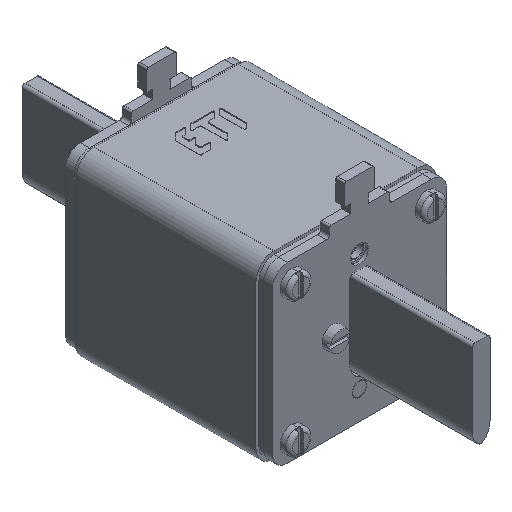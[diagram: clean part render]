
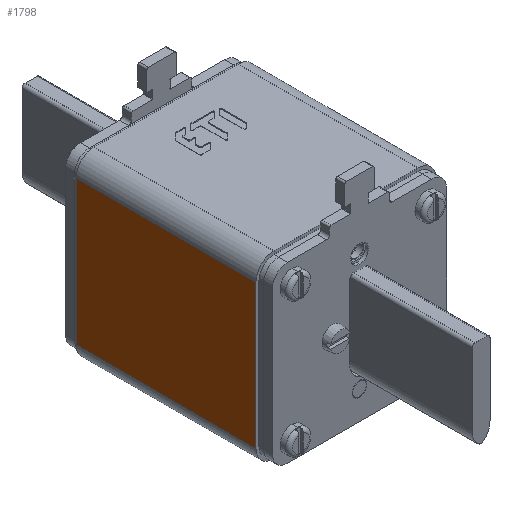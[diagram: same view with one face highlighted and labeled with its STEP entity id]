
A CAD part, isometric view. The second image highlights one B-rep face of the part: STEP entity #1798.
In plain terms, the highlighted planar face has unit normal (-1, 0, 0).
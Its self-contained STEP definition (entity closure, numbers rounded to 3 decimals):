
#208=DIRECTION('',(0.,0.,1.));
#209=VECTOR('',#208,60.);
#210=CARTESIAN_POINT('',(-30.,-24.,-30.));
#211=LINE('',#210,#209);
#222=DIRECTION('',(0.,1.,0.));
#223=VECTOR('',#222,48.);
#224=CARTESIAN_POINT('',(-30.,-24.,-30.));
#225=LINE('',#224,#223);
#236=DIRECTION('',(0.,0.,-1.));
#237=VECTOR('',#236,60.);
#238=CARTESIAN_POINT('',(-30.,24.,30.));
#239=LINE('',#238,#237);
#583=DIRECTION('',(0.,1.,0.));
#584=VECTOR('',#583,48.);
#585=CARTESIAN_POINT('',(-30.,-24.,30.));
#586=LINE('',#585,#584);
#1452=CARTESIAN_POINT('',(-30.,24.,-30.));
#1453=VERTEX_POINT('',#1452);
#1454=CARTESIAN_POINT('',(-30.,-24.,-30.));
#1455=VERTEX_POINT('',#1454);
#1472=CARTESIAN_POINT('',(-30.,-24.,30.));
#1473=VERTEX_POINT('',#1472);
#1474=CARTESIAN_POINT('',(-30.,24.,30.));
#1475=VERTEX_POINT('',#1474);
#1785=CARTESIAN_POINT('',(-30.,30.,-30.));
#1786=DIRECTION('',(-1.,0.,0.));
#1787=DIRECTION('',(0.,-1.,0.));
#1788=AXIS2_PLACEMENT_3D('',#1785,#1786,#1787);
#1789=PLANE('',#1788);
#1791=ORIENTED_EDGE('',*,*,#1790,.F.);
#1793=ORIENTED_EDGE('',*,*,#1792,.F.);
#1794=ORIENTED_EDGE('',*,*,#1777,.F.);
#1795=ORIENTED_EDGE('',*,*,#1701,.T.);
#1796=EDGE_LOOP('',(#1791,#1793,#1794,#1795));
#1797=FACE_OUTER_BOUND('',#1796,.F.);
#1701=EDGE_CURVE('',#1455,#1453,#225,.T.);
#1777=EDGE_CURVE('',#1455,#1473,#211,.T.);
#1790=EDGE_CURVE('',#1475,#1453,#239,.T.);
#1792=EDGE_CURVE('',#1473,#1475,#586,.T.);
#1798=ADVANCED_FACE('',(#1797),#1789,.T.);
